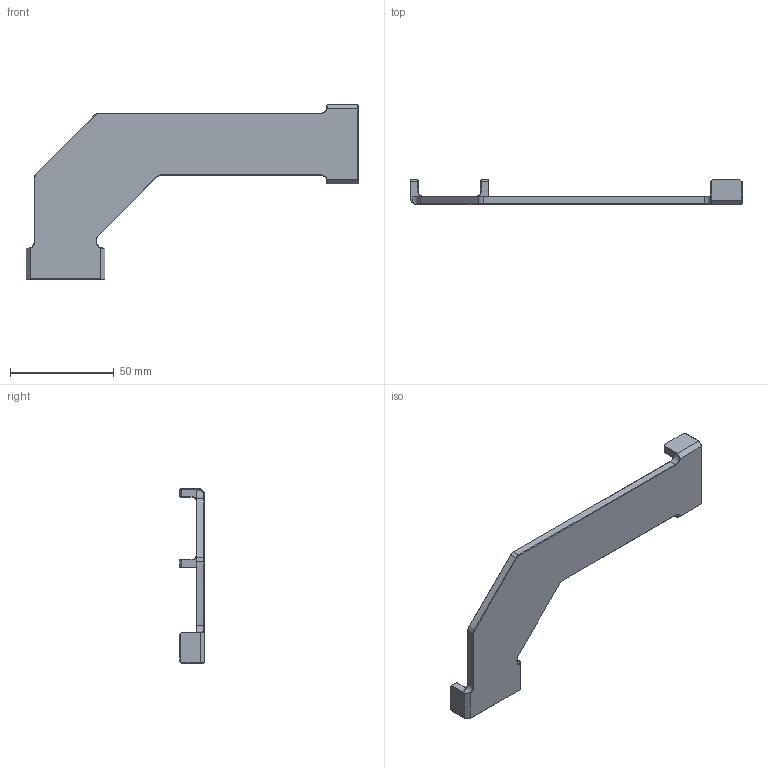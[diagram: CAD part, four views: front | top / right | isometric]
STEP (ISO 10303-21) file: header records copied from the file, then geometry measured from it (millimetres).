
FILE_DESCRIPTION(/* description */ (''),/* implementation_level */ '2;1');
FILE_NAME(/* name */ 'jig_set_y_axis_left.step',/* time_stamp */ '2020-10-07T19:24:13+07:00',/* author */ (''),/* organization */ (''),/* preprocessor_version */ 'ST-DEVELOPER v18.1',/* originating_system */ 'Autodesk Translation Framework v9.3.0.1241',/* authorisation */ '');
FILE_SCHEMA (('AUTOMOTIVE_DESIGN { 1 0 10303 214 3 1 1 }'));
Length unit declared in the file: millimetre
Products named in the file (1): Jig Set Y Axis Left
Bounding box: 160 x 12 x 84 mm (x, y, z)
Volume: 27514.2 mm3; surface area: 15613.9 mm2
Topology: 1 solids, 1 shells, 142 faces, 336 edges, 196 vertices
Faces by surface type: plane 102, cone 24, cylinder 12, bspline 4
Entity records: 4038 total; most frequent: CARTESIAN_POINT 805, ORIENTED_EDGE 672, DIRECTION 638, EDGE_CURVE 336, LINE 264, VECTOR 264, VERTEX_POINT 196, AXIS2_PLACEMENT_3D 187
